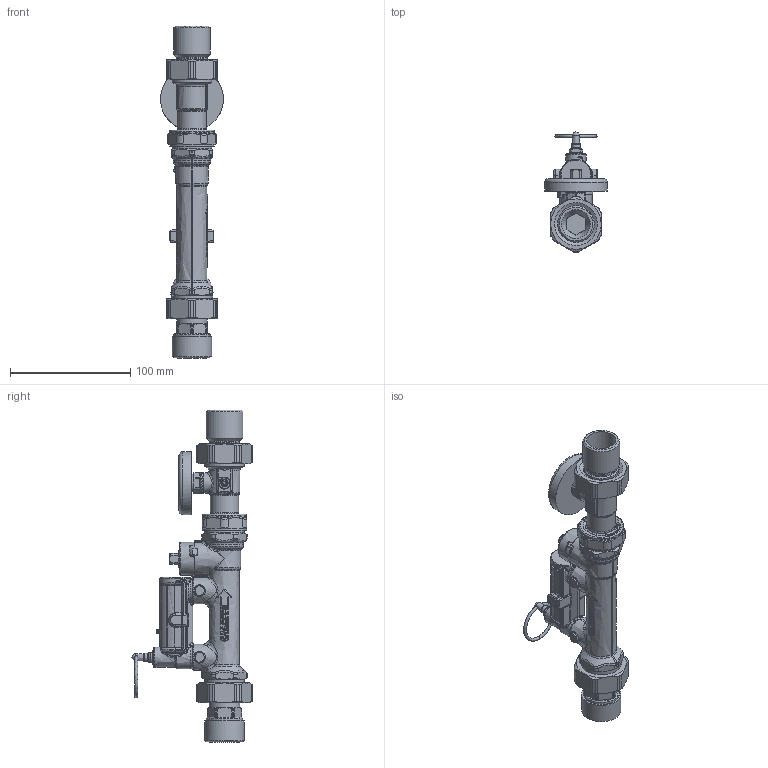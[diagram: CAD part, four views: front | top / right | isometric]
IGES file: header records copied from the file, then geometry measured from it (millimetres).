
Global section: file name: 132631AFC_Simplify_1; native system: Autodesk Inventor 2025; preprocessor: unknown; author: ischreiner; date: 20250814.133114; units: inch
Bounding box: 52.29 x 99.98 x 276.37 mm (x, y, z)
Volume: 269258.8 mm3; surface area: 77945.4 mm2
Topology: 8 solids, 10 shells, 2426 faces, 5795 edges, 3285 vertices
Faces by surface type: bspline 2426
